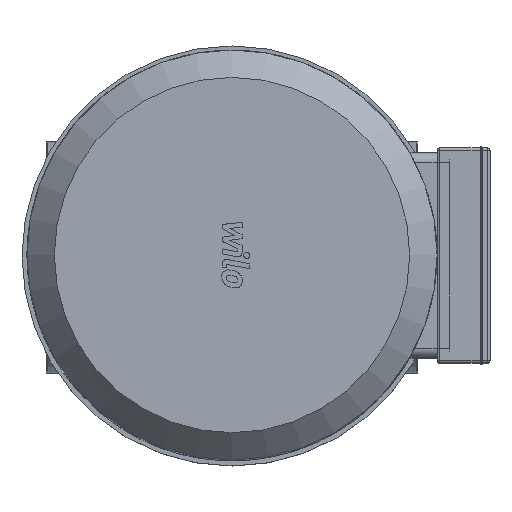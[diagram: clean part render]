
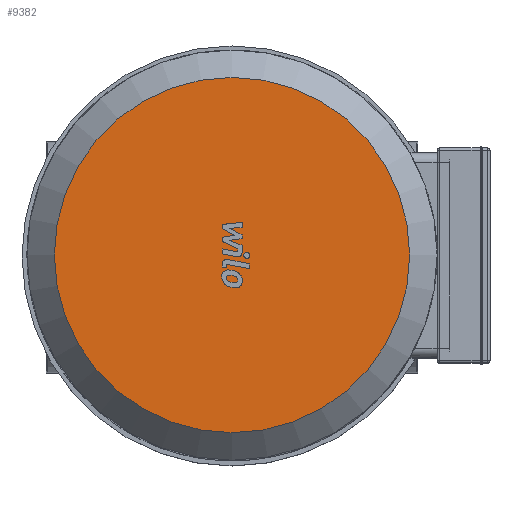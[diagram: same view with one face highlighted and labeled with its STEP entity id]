
A CAD part, top view. The second image highlights one B-rep face of the part: STEP entity #9382.
In plain terms, the highlighted planar face has unit normal (0, 0, 1).
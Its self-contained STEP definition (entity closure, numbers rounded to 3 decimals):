
#2015=PLANE('',#10099);
#2606=FACE_OUTER_BOUND('',#3241,.T.);
#3241=EDGE_LOOP('',(#7311));
#3809=CIRCLE('',#10095,179.75);
#4399=VERTEX_POINT('',#14901);
#5486=EDGE_CURVE('',#4399,#4399,#3809,.T.);
#7311=ORIENTED_EDGE('',*,*,#5486,.F.);
#9382=ADVANCED_FACE('',(#2606),#2015,.F.);
#10095=AXIS2_PLACEMENT_3D('',#14902,#11703,#11704);
#10099=AXIS2_PLACEMENT_3D('',#14908,#11711,#11712);
#11703=DIRECTION('center_axis',(0.,0.,
-1.));
#11704=DIRECTION('ref_axis',(0.,1.,0.));
#11711=DIRECTION('center_axis',(0.,0.,
-1.));
#11712=DIRECTION('ref_axis',(0.,1.,0.));
#14901=CARTESIAN_POINT('',(0.,-179.75,1567.));
#14902=CARTESIAN_POINT('Origin',(0.,0.,1567.));
#14908=CARTESIAN_POINT('Origin',(0.,0.,
1567.));
